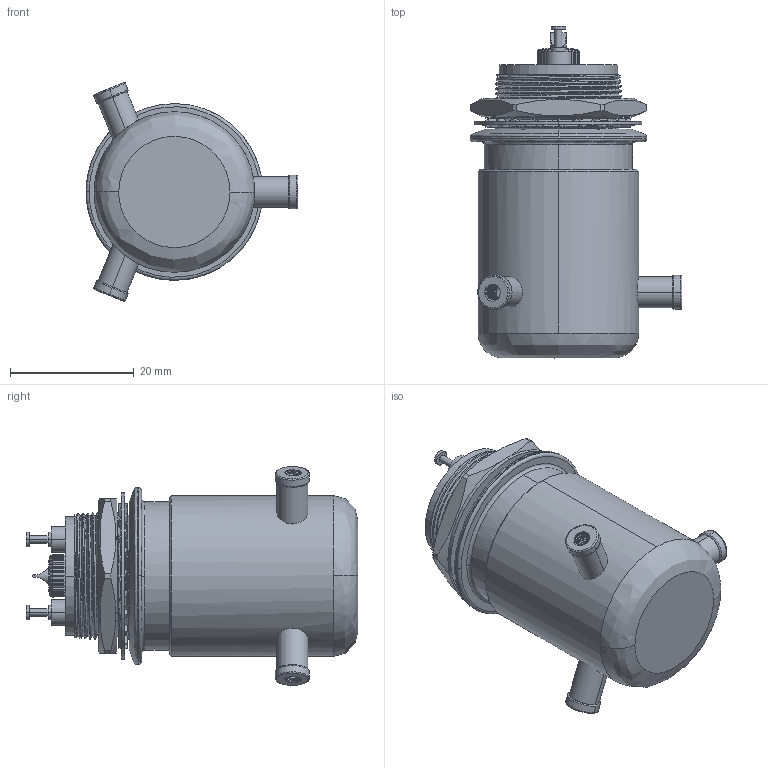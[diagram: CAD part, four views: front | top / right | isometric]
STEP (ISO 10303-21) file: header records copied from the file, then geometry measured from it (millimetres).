
FILE_DESCRIPTION (( 'STEP AP214' ), '1' );
FILE_NAME ('vc-2pw_asm (1).STEP', '2022-06-07T01:27:32', ( '' ), ( '' ), 'SwSTEP 2.0', 'SolidWorks 2014', '' );
FILE_SCHEMA (( 'AUTOMOTIVE_DESIGN' ));
Length unit declared in the file: millimetre
Products named in the file (14): 5680; vc-2pw_asm (1); 7320003; 8946002; 7771001; 7756; 8934001; 7748001; 7800002; 7771004; 7773001; 8930002; 7320002; 7330002
Assembly tree (17 placements, depth 2):
  vc-2pw_asm (1)
    7800002
    7320002
    7756  x3
    7748001  x3
    7320003
    7771004
    7771001
    5680
    8934001
    8946002
    8930002
    7773001
    7330002
Bounding box: 34.3 x 53.7 x 35.38 mm (x, y, z)
Volume: 10995.1 mm3; surface area: 16112.1 mm2
Topology: 16 solids, 17 shells, 629 faces, 1701 edges, 1125 vertices
Faces by surface type: cylinder 320, plane 204, bspline 70, cone 35
Entity records: 27737 total; most frequent: CARTESIAN_POINT 15255, ORIENTED_EDGE 2842, DIRECTION 2086, EDGE_CURVE 1423, VERTEX_POINT 944, AXIS2_PLACEMENT_3D 837, EDGE_LOOP 575, ADVANCED_FACE 525
